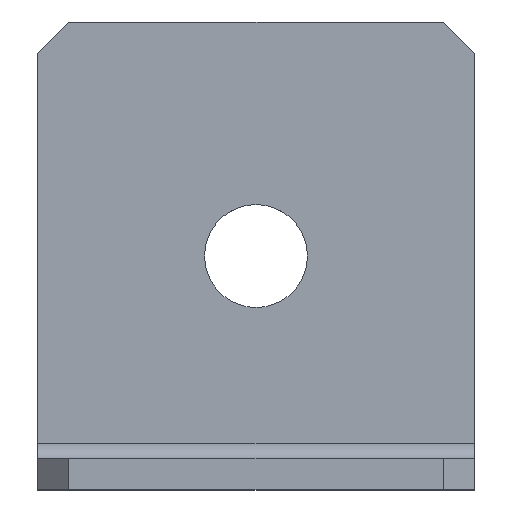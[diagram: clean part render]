
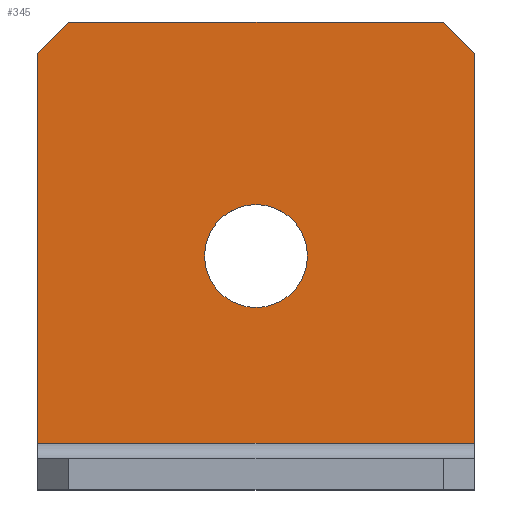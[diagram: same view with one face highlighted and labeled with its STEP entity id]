
A CAD part, top view. The second image highlights one B-rep face of the part: STEP entity #345.
In plain terms, the highlighted planar face has unit normal (0, 0, 1).
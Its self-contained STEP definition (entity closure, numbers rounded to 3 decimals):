
#6 = VERTEX_POINT ( 'NONE', #653 ) ;
#7 = VECTOR ( 'NONE', #513, 1000. ) ;
#10 = VERTEX_POINT ( 'NONE', #34 ) ;
#16 = LINE ( 'NONE', #527, #200 ) ;
#26 = CARTESIAN_POINT ( 'NONE',  ( 0., 15., 2. ) ) ;
#30 = CIRCLE ( 'NONE', #557, 3.3 ) ;
#34 = CARTESIAN_POINT ( 'NONE',  ( 14., 3., 2. ) ) ;
#45 = CARTESIAN_POINT ( 'NONE',  ( -14., 30., 2. ) ) ;
#60 = VERTEX_POINT ( 'NONE', #387 ) ;
#61 = LINE ( 'NONE', #465, #100 ) ;
#67 = ORIENTED_EDGE ( 'NONE', *, *, #599, .T. ) ;
#89 = DIRECTION ( 'NONE',  ( 0., -1., 0. ) ) ;
#100 = VECTOR ( 'NONE', #647, 1000. ) ;
#109 = DIRECTION ( 'NONE',  ( 0., 0., 1. ) ) ;
#111 = CARTESIAN_POINT ( 'NONE',  ( -14., 3., 2. ) ) ;
#120 = ORIENTED_EDGE ( 'NONE', *, *, #390, .T. ) ;
#189 = DIRECTION ( 'NONE',  ( -1., 0., 0. ) ) ;
#198 = ORIENTED_EDGE ( 'NONE', *, *, #619, .T. ) ;
#200 = VECTOR ( 'NONE', #223, 1000. ) ;
#205 = FACE_BOUND ( 'NONE', #575, .T. ) ;
#206 = PLANE ( 'NONE',  #489 ) ;
#222 = ORIENTED_EDGE ( 'NONE', *, *, #434, .T. ) ;
#223 = DIRECTION ( 'NONE',  ( -0.707, 0.707, 0. ) ) ;
#224 = VERTEX_POINT ( 'NONE', #671 ) ;
#246 = VERTEX_POINT ( 'NONE', #299 ) ;
#256 = DIRECTION ( 'NONE',  ( -1., 0., 0. ) ) ;
#266 = LINE ( 'NONE', #507, #7 ) ;
#280 = DIRECTION ( 'NONE',  ( 1., 0., 0. ) ) ;
#284 = ORIENTED_EDGE ( 'NONE', *, *, #398, .T. ) ;
#299 = CARTESIAN_POINT ( 'NONE',  ( -12., 30., 2. ) ) ;
#306 = CARTESIAN_POINT ( 'NONE',  ( 0., 0., 2. ) ) ;
#310 = LINE ( 'NONE', #516, #502 ) ;
#312 = EDGE_LOOP ( 'NONE', ( #284, #222, #198, #120, #67, #654 ) ) ;
#317 = VERTEX_POINT ( 'NONE', #674 ) ;
#328 = DIRECTION ( 'NONE',  ( 0., 0., 1. ) ) ;
#330 = VERTEX_POINT ( 'NONE', #519 ) ;
#332 = ORIENTED_EDGE ( 'NONE', *, *, #466, .F. ) ;
#338 = LINE ( 'NONE', #543, #414 ) ;
#345 = ADVANCED_FACE ( 'NONE', ( #205, #416 ), #206, .F. ) ;
#363 = DIRECTION ( 'NONE',  ( -1., 0., 0. ) ) ;
#379 = VERTEX_POINT ( 'NONE', #111 ) ;
#387 = CARTESIAN_POINT ( 'NONE',  ( 3.3, 15., 2. ) ) ;
#390 = EDGE_CURVE ( 'NONE', #246, #6, #266, .T. ) ;
#393 = VECTOR ( 'NONE', #189, 1000. ) ;
#398 = EDGE_CURVE ( 'NONE', #10, #224, #61, .T. ) ;
#409 = DIRECTION ( 'NONE',  ( 0., 0., -1. ) ) ;
#414 = VECTOR ( 'NONE', #89, 1000. ) ;
#416 = FACE_OUTER_BOUND ( 'NONE', #312, .T. ) ;
#434 = EDGE_CURVE ( 'NONE', #224, #317, #16, .T. ) ;
#463 = DIRECTION ( 'NONE',  ( 1., 0., 0. ) ) ;
#465 = CARTESIAN_POINT ( 'NONE',  ( 14., 0., 2. ) ) ;
#466 = EDGE_CURVE ( 'NONE', #330, #60, #609, .T. ) ;
#480 = ORIENTED_EDGE ( 'NONE', *, *, #656, .F. ) ;
#489 = AXIS2_PLACEMENT_3D ( 'NONE', #306, #409, #363 ) ;
#501 = LINE ( 'NONE', #45, #393 ) ;
#502 = VECTOR ( 'NONE', #256, 1000. ) ;
#507 = CARTESIAN_POINT ( 'NONE',  ( -12., 30., 2. ) ) ;
#513 = DIRECTION ( 'NONE',  ( -0.707, -0.707, 0. ) ) ;
#516 = CARTESIAN_POINT ( 'NONE',  ( 14., 3., 2. ) ) ;
#519 = CARTESIAN_POINT ( 'NONE',  ( -3.3, 15., 2. ) ) ;
#527 = CARTESIAN_POINT ( 'NONE',  ( 14., 28., 2. ) ) ;
#543 = CARTESIAN_POINT ( 'NONE',  ( -14., 0., 2. ) ) ;
#557 = AXIS2_PLACEMENT_3D ( 'NONE', #567, #109, #463 ) ;
#567 = CARTESIAN_POINT ( 'NONE',  ( 0., 15., 2. ) ) ;
#575 = EDGE_LOOP ( 'NONE', ( #480, #332 ) ) ;
#599 = EDGE_CURVE ( 'NONE', #6, #379, #338, .T. ) ;
#609 = CIRCLE ( 'NONE', #634, 3.3 ) ;
#619 = EDGE_CURVE ( 'NONE', #317, #246, #501, .T. ) ;
#634 = AXIS2_PLACEMENT_3D ( 'NONE', #26, #328, #280 ) ;
#647 = DIRECTION ( 'NONE',  ( 0., 1., 0. ) ) ;
#653 = CARTESIAN_POINT ( 'NONE',  ( -14., 28., 2. ) ) ;
#654 = ORIENTED_EDGE ( 'NONE', *, *, #675, .F. ) ;
#656 = EDGE_CURVE ( 'NONE', #60, #330, #30, .T. ) ;
#671 = CARTESIAN_POINT ( 'NONE',  ( 14., 28., 2. ) ) ;
#674 = CARTESIAN_POINT ( 'NONE',  ( 12., 30., 2. ) ) ;
#675 = EDGE_CURVE ( 'NONE', #10, #379, #310, .T. ) ;
